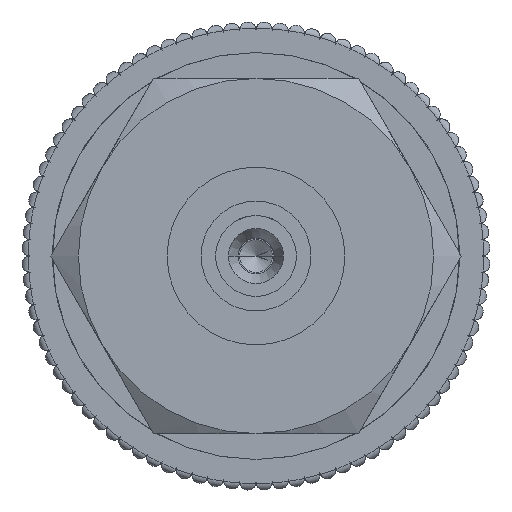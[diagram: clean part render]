
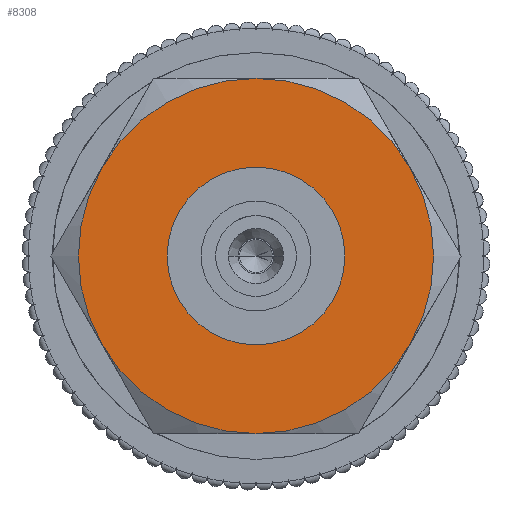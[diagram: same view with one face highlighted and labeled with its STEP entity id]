
A CAD part, left-side view. The second image highlights one B-rep face of the part: STEP entity #8308.
In plain terms, the highlighted planar face has unit normal (-1, 0, 0).
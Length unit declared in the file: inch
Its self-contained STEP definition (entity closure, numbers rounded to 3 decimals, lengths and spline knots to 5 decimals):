
#425 = AXIS2_PLACEMENT_3D ( 'NONE', #20055, #6459, #24447 ) ;
#776 = VERTEX_POINT ( 'NONE', #8214 ) ;
#1103 = VERTEX_POINT ( 'NONE', #1140 ) ;
#1140 = CARTESIAN_POINT ( 'NONE',  ( 0., -0.18753, 0.10827 ) ) ;
#1150 = EDGE_CURVE ( 'NONE', #1891, #15687, #6381, .T. ) ;
#1234 = EDGE_CURVE ( 'NONE', #20221, #21078, #14048, .T. ) ;
#1326 = FACE_BOUND ( 'NONE', #8556, .T. ) ;
#1513 = CIRCLE ( 'NONE', #20643, 0.21654 ) ;
#1826 = CIRCLE ( 'NONE', #21378, 0.21654 ) ;
#1891 = VERTEX_POINT ( 'NONE', #11141 ) ;
#2245 = AXIS2_PLACEMENT_3D ( 'NONE', #13683, #23674, #25672 ) ;
#2381 = DIRECTION ( 'NONE',  ( 0., 0., -1. ) ) ;
#2601 = EDGE_CURVE ( 'NONE', #21078, #23342, #1826, .T. ) ;
#2679 = AXIS2_PLACEMENT_3D ( 'NONE', #17904, #22042, #5401 ) ;
#2760 = EDGE_CURVE ( 'NONE', #3950, #20221, #15404, .T. ) ;
#2935 = CARTESIAN_POINT ( 'NONE',  ( 0., 0., 0. ) ) ;
#3178 = EDGE_CURVE ( 'NONE', #776, #1103, #20116, .T. ) ;
#3272 = AXIS2_PLACEMENT_3D ( 'NONE', #25708, #15565, #2381 ) ;
#3288 = DIRECTION ( 'NONE',  ( 1., 0., 0. ) ) ;
#3441 = CARTESIAN_POINT ( 'NONE',  ( 0., 0., -0.21654 ) ) ;
#3950 = VERTEX_POINT ( 'NONE', #22723 ) ;
#3963 = ORIENTED_EDGE ( 'NONE', *, *, #3178, .F. ) ;
#4204 = CARTESIAN_POINT ( 'NONE',  ( 0., 0., 0. ) ) ;
#4319 = CARTESIAN_POINT ( 'NONE',  ( 0., 0., 0. ) ) ;
#4809 = AXIS2_PLACEMENT_3D ( 'NONE', #15027, #10765, #16890 ) ;
#5401 = DIRECTION ( 'NONE',  ( 0., 0., -1. ) ) ;
#6381 = CIRCLE ( 'NONE', #425, 0.10827 ) ;
#6459 = DIRECTION ( 'NONE',  ( -1., 0., 0. ) ) ;
#6467 = ORIENTED_EDGE ( 'NONE', *, *, #24523, .F. ) ;
#6471 = ORIENTED_EDGE ( 'NONE', *, *, #2601, .F. ) ;
#7192 = DIRECTION ( 'NONE',  ( 1., 0., 0. ) ) ;
#7789 = CIRCLE ( 'NONE', #4809, 0.10827 ) ;
#8214 = CARTESIAN_POINT ( 'NONE',  ( 0., 0., 0.21654 ) ) ;
#8308 = ADVANCED_FACE ( 'NONE', ( #1326, #9443 ), #17557, .F. ) ;
#8319 = DIRECTION ( 'NONE',  ( 0., 0., -1. ) ) ;
#8556 = EDGE_LOOP ( 'NONE', ( #11272, #6467 ) ) ;
#9443 = FACE_OUTER_BOUND ( 'NONE', #19358, .T. ) ;
#9585 = CARTESIAN_POINT ( 'NONE',  ( 0., 0.18753, 0.10827 ) ) ;
#10263 = ORIENTED_EDGE ( 'NONE', *, *, #1234, .F. ) ;
#10765 = DIRECTION ( 'NONE',  ( -1., 0., 0. ) ) ;
#11141 = CARTESIAN_POINT ( 'NONE',  ( 0., 0., 0.10827 ) ) ;
#11272 = ORIENTED_EDGE ( 'NONE', *, *, #1150, .F. ) ;
#12319 = DIRECTION ( 'NONE',  ( 1., 0., 0. ) ) ;
#13370 = EDGE_CURVE ( 'NONE', #1103, #3950, #26295, .T. ) ;
#13528 = DIRECTION ( 'NONE',  ( 0., 0., -1. ) ) ;
#13683 = CARTESIAN_POINT ( 'NONE',  ( 0., 0., 0. ) ) ;
#14048 = CIRCLE ( 'NONE', #15300, 0.21654 ) ;
#14298 = DIRECTION ( 'NONE',  ( -1., 0., 0. ) ) ;
#14964 = ORIENTED_EDGE ( 'NONE', *, *, #19178, .T. ) ;
#15001 = ORIENTED_EDGE ( 'NONE', *, *, #13370, .F. ) ;
#15027 = CARTESIAN_POINT ( 'NONE',  ( 0., 0., 0. ) ) ;
#15300 = AXIS2_PLACEMENT_3D ( 'NONE', #4204, #12319, #8319 ) ;
#15404 = CIRCLE ( 'NONE', #2245, 0.21654 ) ;
#15437 = DIRECTION ( 'NONE',  ( 0., 0., -1. ) ) ;
#15565 = DIRECTION ( 'NONE',  ( 1., 0., 0. ) ) ;
#15569 = CARTESIAN_POINT ( 'NONE',  ( 0., 0.18753, -0.10827 ) ) ;
#15687 = VERTEX_POINT ( 'NONE', #23597 ) ;
#16890 = DIRECTION ( 'NONE',  ( 0., 0., 1. ) ) ;
#17557 = PLANE ( 'NONE',  #3272 ) ;
#17904 = CARTESIAN_POINT ( 'NONE',  ( 0., 0., 0. ) ) ;
#19178 = EDGE_CURVE ( 'NONE', #776, #23342, #1513, .T. ) ;
#19358 = EDGE_LOOP ( 'NONE', ( #10263, #26216, #15001, #3963, #14964, #6471 ) ) ;
#20055 = CARTESIAN_POINT ( 'NONE',  ( 0., 0., 0. ) ) ;
#20116 = CIRCLE ( 'NONE', #2679, 0.21654 ) ;
#20221 = VERTEX_POINT ( 'NONE', #3441 ) ;
#20643 = AXIS2_PLACEMENT_3D ( 'NONE', #4319, #14298, #24297 ) ;
#21078 = VERTEX_POINT ( 'NONE', #15569 ) ;
#21378 = AXIS2_PLACEMENT_3D ( 'NONE', #2935, #7192, #15437 ) ;
#22042 = DIRECTION ( 'NONE',  ( 1., 0., 0. ) ) ;
#22723 = CARTESIAN_POINT ( 'NONE',  ( 0., -0.18753, -0.10827 ) ) ;
#23342 = VERTEX_POINT ( 'NONE', #9585 ) ;
#23513 = CARTESIAN_POINT ( 'NONE',  ( 0., 0., 0. ) ) ;
#23597 = CARTESIAN_POINT ( 'NONE',  ( 0., 0., -0.10827 ) ) ;
#23674 = DIRECTION ( 'NONE',  ( 1., 0., 0. ) ) ;
#24166 = AXIS2_PLACEMENT_3D ( 'NONE', #23513, #3288, #13528 ) ;
#24297 = DIRECTION ( 'NONE',  ( 0., 0., 1. ) ) ;
#24447 = DIRECTION ( 'NONE',  ( 0., 0., 1. ) ) ;
#24523 = EDGE_CURVE ( 'NONE', #15687, #1891, #7789, .T. ) ;
#25672 = DIRECTION ( 'NONE',  ( 0., 0., -1. ) ) ;
#25708 = CARTESIAN_POINT ( 'NONE',  ( 0., 0., 0. ) ) ;
#26216 = ORIENTED_EDGE ( 'NONE', *, *, #2760, .F. ) ;
#26295 = CIRCLE ( 'NONE', #24166, 0.21654 ) ;
